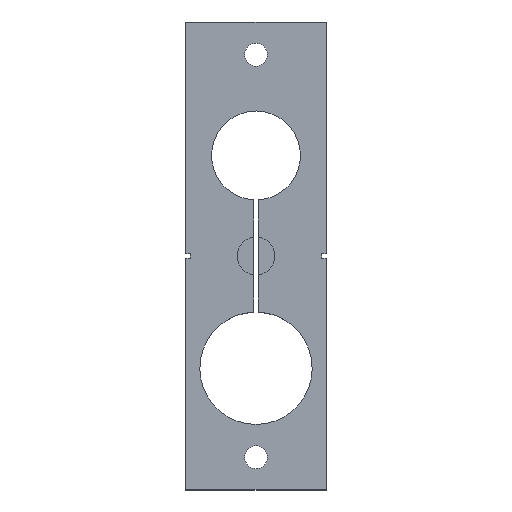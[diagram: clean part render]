
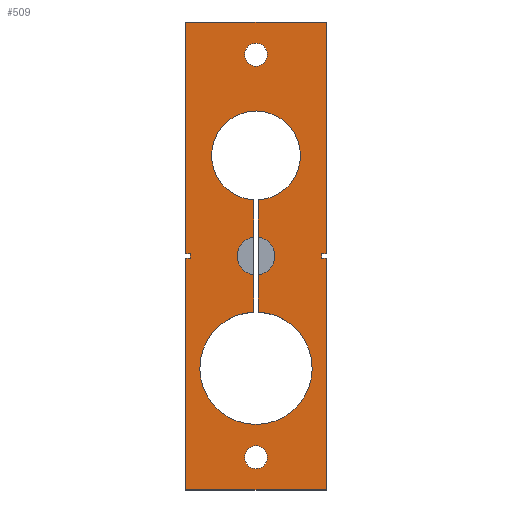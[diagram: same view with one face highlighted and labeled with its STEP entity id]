
A CAD part, top view. The second image highlights one B-rep face of the part: STEP entity #509.
In plain terms, the highlighted planar face has unit normal (0, 0, 1).
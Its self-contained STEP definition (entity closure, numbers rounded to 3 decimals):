
#24=FACE_BOUND('',#80,.T.);
#25=FACE_BOUND('',#81,.T.);
#26=FACE_BOUND('',#82,.T.);
#34=CIRCLE('',#559,2.459);
#35=CIRCLE('',#560,2.459);
#36=CIRCLE('',#561,4.05);
#37=CIRCLE('',#562,12.);
#38=CIRCLE('',#563,4.05);
#39=CIRCLE('',#564,9.5);
#53=FACE_OUTER_BOUND('',#79,.T.);
#79=EDGE_LOOP('',(#356,#357,#358,#359,#360,#361,#362,#363,#364,#365,#366,
#367));
#80=EDGE_LOOP('',(#368));
#81=EDGE_LOOP('',(#369));
#82=EDGE_LOOP('',(#370,#371,#372,#373,#374,#375,#376,#377));
#113=LINE('',#745,#169);
#116=LINE('',#751,#172);
#121=LINE('',#760,#177);
#122=LINE('',#763,#178);
#123=LINE('',#765,#179);
#124=LINE('',#767,#180);
#125=LINE('',#769,#181);
#126=LINE('',#771,#182);
#127=LINE('',#773,#183);
#128=LINE('',#775,#184);
#129=LINE('',#777,#185);
#130=LINE('',#778,#186);
#131=LINE('',#787,#187);
#132=LINE('',#791,#188);
#133=LINE('',#795,#189);
#134=LINE('',#798,#190);
#169=VECTOR('',#602,10.);
#172=VECTOR('',#607,10.);
#177=VECTOR('',#614,10.);
#178=VECTOR('',#617,10.);
#179=VECTOR('',#618,10.);
#180=VECTOR('',#619,10.);
#181=VECTOR('',#620,10.);
#182=VECTOR('',#621,10.);
#183=VECTOR('',#622,10.);
#184=VECTOR('',#623,10.);
#185=VECTOR('',#624,10.);
#186=VECTOR('',#625,10.);
#187=VECTOR('',#632,10.);
#188=VECTOR('',#635,10.);
#189=VECTOR('',#638,10.);
#190=VECTOR('',#641,10.);
#224=VERTEX_POINT('',#741);
#226=VERTEX_POINT('',#744);
#228=VERTEX_POINT('',#750);
#231=VERTEX_POINT('',#758);
#232=VERTEX_POINT('',#762);
#233=VERTEX_POINT('',#764);
#234=VERTEX_POINT('',#766);
#235=VERTEX_POINT('',#768);
#236=VERTEX_POINT('',#770);
#237=VERTEX_POINT('',#772);
#238=VERTEX_POINT('',#774);
#239=VERTEX_POINT('',#776);
#240=VERTEX_POINT('',#779);
#241=VERTEX_POINT('',#781);
#242=VERTEX_POINT('',#783);
#243=VERTEX_POINT('',#784);
#244=VERTEX_POINT('',#786);
#245=VERTEX_POINT('',#788);
#246=VERTEX_POINT('',#790);
#247=VERTEX_POINT('',#792);
#248=VERTEX_POINT('',#794);
#249=VERTEX_POINT('',#796);
#273=EDGE_CURVE('',#226,#224,#113,.T.);
#276=EDGE_CURVE('',#228,#226,#116,.T.);
#281=EDGE_CURVE('',#224,#231,#121,.T.);
#282=EDGE_CURVE('',#231,#232,#122,.T.);
#283=EDGE_CURVE('',#232,#233,#123,.T.);
#284=EDGE_CURVE('',#233,#234,#124,.T.);
#285=EDGE_CURVE('',#234,#235,#125,.T.);
#286=EDGE_CURVE('',#235,#236,#126,.T.);
#287=EDGE_CURVE('',#236,#237,#127,.T.);
#288=EDGE_CURVE('',#237,#238,#128,.T.);
#289=EDGE_CURVE('',#238,#239,#129,.T.);
#290=EDGE_CURVE('',#239,#228,#130,.T.);
#291=EDGE_CURVE('',#240,#240,#34,.T.);
#292=EDGE_CURVE('',#241,#241,#35,.T.);
#293=EDGE_CURVE('',#242,#243,#36,.T.);
#294=EDGE_CURVE('',#243,#244,#131,.T.);
#295=EDGE_CURVE('',#244,#245,#37,.T.);
#296=EDGE_CURVE('',#245,#246,#132,.T.);
#297=EDGE_CURVE('',#246,#247,#38,.T.);
#298=EDGE_CURVE('',#247,#248,#133,.T.);
#299=EDGE_CURVE('',#248,#249,#39,.T.);
#300=EDGE_CURVE('',#249,#242,#134,.T.);
#356=ORIENTED_EDGE('',*,*,#276,.T.);
#357=ORIENTED_EDGE('',*,*,#273,.T.);
#358=ORIENTED_EDGE('',*,*,#281,.T.);
#359=ORIENTED_EDGE('',*,*,#282,.T.);
#360=ORIENTED_EDGE('',*,*,#283,.T.);
#361=ORIENTED_EDGE('',*,*,#284,.T.);
#362=ORIENTED_EDGE('',*,*,#285,.T.);
#363=ORIENTED_EDGE('',*,*,#286,.T.);
#364=ORIENTED_EDGE('',*,*,#287,.T.);
#365=ORIENTED_EDGE('',*,*,#288,.T.);
#366=ORIENTED_EDGE('',*,*,#289,.T.);
#367=ORIENTED_EDGE('',*,*,#290,.T.);
#368=ORIENTED_EDGE('',*,*,#291,.T.);
#369=ORIENTED_EDGE('',*,*,#292,.T.);
#370=ORIENTED_EDGE('',*,*,#293,.T.);
#371=ORIENTED_EDGE('',*,*,#294,.T.);
#372=ORIENTED_EDGE('',*,*,#295,.T.);
#373=ORIENTED_EDGE('',*,*,#296,.T.);
#374=ORIENTED_EDGE('',*,*,#297,.T.);
#375=ORIENTED_EDGE('',*,*,#298,.T.);
#376=ORIENTED_EDGE('',*,*,#299,.T.);
#377=ORIENTED_EDGE('',*,*,#300,.T.);
#491=PLANE('',#558);
#509=ADVANCED_FACE('',(#53,#24,#25,#26),#491,.T.);
#558=AXIS2_PLACEMENT_3D('',#761,#615,#616);
#559=AXIS2_PLACEMENT_3D('',#780,#626,#627);
#560=AXIS2_PLACEMENT_3D('',#782,#628,#629);
#561=AXIS2_PLACEMENT_3D('',#785,#630,#631);
#562=AXIS2_PLACEMENT_3D('',#789,#633,#634);
#563=AXIS2_PLACEMENT_3D('',#793,#636,#637);
#564=AXIS2_PLACEMENT_3D('',#797,#639,#640);
#602=DIRECTION('',(0.,-1.,0.));
#607=DIRECTION('',(1.,0.,0.));
#614=DIRECTION('',(-1.,0.,0.));
#615=DIRECTION('center_axis',(0.,0.,1.));
#616=DIRECTION('ref_axis',(1.,0.,0.));
#617=DIRECTION('',(0.,-1.,0.));
#618=DIRECTION('',(1.,0.,0.));
#619=DIRECTION('',(0.,1.,0.));
#620=DIRECTION('',(-1.,0.,0.));
#621=DIRECTION('',(0.,1.,0.));
#622=DIRECTION('',(1.,0.,0.));
#623=DIRECTION('',(0.,1.,0.));
#624=DIRECTION('',(-1.,0.,0.));
#625=DIRECTION('',(0.,-1.,0.));
#626=DIRECTION('center_axis',(0.,0.,-1.));
#627=DIRECTION('ref_axis',(1.,0.,0.));
#628=DIRECTION('center_axis',(0.,0.,-1.));
#629=DIRECTION('ref_axis',(1.,0.,0.));
#630=DIRECTION('center_axis',(0.,0.,-1.));
#631=DIRECTION('ref_axis',(1.,0.,0.));
#632=DIRECTION('',(0.,-1.,0.));
#633=DIRECTION('center_axis',(0.,0.,-1.));
#634=DIRECTION('ref_axis',(-0.042,0.999,0.));
#635=DIRECTION('',(0.,1.,0.));
#636=DIRECTION('center_axis',(0.,0.,-1.));
#637=DIRECTION('ref_axis',(1.,0.,0.));
#638=DIRECTION('',(0.,1.,0.));
#639=DIRECTION('center_axis',(0.,0.,-1.));
#640=DIRECTION('ref_axis',(0.053,-0.999,0.));
#641=DIRECTION('',(0.,-1.,0.));
#741=CARTESIAN_POINT('',(-14.,-0.5,6.5));
#744=CARTESIAN_POINT('',(-14.,0.5,6.5));
#745=CARTESIAN_POINT('',(-14.,-25.,6.5));
#750=CARTESIAN_POINT('',(-15.,0.5,6.5));
#751=CARTESIAN_POINT('',(45.303,0.5,6.5));
#758=CARTESIAN_POINT('',(-15.,-0.5,6.5));
#760=CARTESIAN_POINT('',(45.303,-0.5,6.5));
#761=CARTESIAN_POINT('Origin',(0.,0.,6.5));
#762=CARTESIAN_POINT('',(-15.,-50.,6.5));
#763=CARTESIAN_POINT('',(-15.,-50.,6.5));
#764=CARTESIAN_POINT('',(15.,-50.,6.5));
#765=CARTESIAN_POINT('',(15.,-50.,6.5));
#766=CARTESIAN_POINT('',(15.,-0.5,6.5));
#767=CARTESIAN_POINT('',(15.,50.,6.5));
#768=CARTESIAN_POINT('',(14.,-0.5,6.5));
#769=CARTESIAN_POINT('',(59.803,-0.5,6.5));
#770=CARTESIAN_POINT('',(14.,0.5,6.5));
#771=CARTESIAN_POINT('',(14.,-25.,6.5));
#772=CARTESIAN_POINT('',(15.,0.5,6.5));
#773=CARTESIAN_POINT('',(59.803,0.5,6.5));
#774=CARTESIAN_POINT('',(15.,50.,6.5));
#775=CARTESIAN_POINT('',(15.,50.,6.5));
#776=CARTESIAN_POINT('',(-15.,50.,6.5));
#777=CARTESIAN_POINT('',(-15.,50.,6.5));
#778=CARTESIAN_POINT('',(-15.,-50.,6.5));
#779=CARTESIAN_POINT('',(-2.459,-43.,6.5));
#780=CARTESIAN_POINT('Origin',(0.,-43.,6.5));
#781=CARTESIAN_POINT('',(-2.459,43.,6.5));
#782=CARTESIAN_POINT('Origin',(0.,43.,6.5));
#783=CARTESIAN_POINT('',(0.5,4.019,6.5));
#784=CARTESIAN_POINT('',(0.5,-4.019,6.5));
#785=CARTESIAN_POINT('Origin',(0.,0.,
6.5));
#786=CARTESIAN_POINT('',(0.5,-12.,6.5));
#787=CARTESIAN_POINT('',(0.5,6.,6.5));
#788=CARTESIAN_POINT('',(-0.5,-12.,6.5));
#789=CARTESIAN_POINT('Origin',(0.,-23.99,
6.5));
#790=CARTESIAN_POINT('',(-0.5,-4.019,6.5));
#791=CARTESIAN_POINT('',(-0.5,-6.,6.5));
#792=CARTESIAN_POINT('',(-0.5,4.019,6.5));
#793=CARTESIAN_POINT('Origin',(0.,0.,
6.5));
#794=CARTESIAN_POINT('',(-0.5,12.,6.5));
#795=CARTESIAN_POINT('',(-0.5,-6.,6.5));
#796=CARTESIAN_POINT('',(0.5,12.,6.5));
#797=CARTESIAN_POINT('Origin',(0.,21.487,6.5));
#798=CARTESIAN_POINT('',(0.5,6.,6.5));
